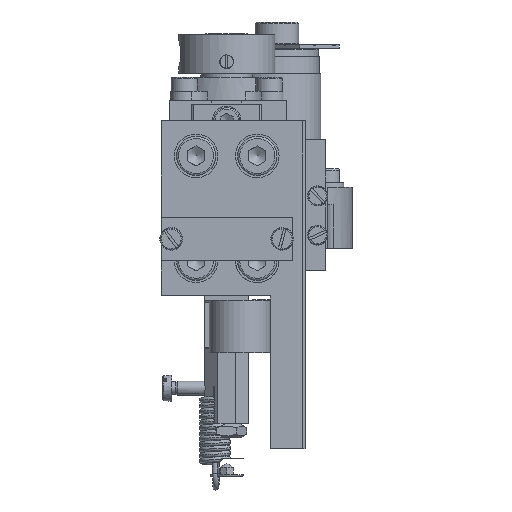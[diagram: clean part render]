
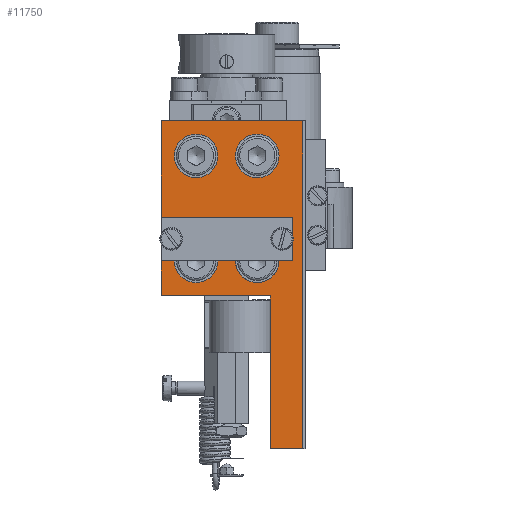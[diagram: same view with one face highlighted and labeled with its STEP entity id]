
A CAD part, front view. The second image highlights one B-rep face of the part: STEP entity #11750.
In plain terms, the highlighted planar face has unit normal (0, -1, 0).
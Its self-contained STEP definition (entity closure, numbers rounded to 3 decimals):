
#510=LINE('',#17783,#1235);
#536=LINE('',#17857,#1261);
#541=LINE('',#17866,#1266);
#563=LINE('',#17983,#1288);
#567=LINE('',#17990,#1292);
#569=LINE('',#17994,#1294);
#572=LINE('',#17999,#1297);
#576=LINE('',#18006,#1301);
#578=LINE('',#18010,#1303);
#579=LINE('',#18011,#1304);
#611=LINE('',#18160,#1336);
#617=LINE('',#18178,#1342);
#631=LINE('',#18249,#1356);
#633=LINE('',#18251,#1358);
#634=LINE('',#18253,#1359);
#635=LINE('',#18254,#1360);
#1235=VECTOR('',#14110,6.);
#1261=VECTOR('',#14188,0.507);
#1266=VECTOR('',#14195,10.993);
#1288=VECTOR('',#14267,4.75);
#1292=VECTOR('',#14271,4.75);
#1294=VECTOR('',#14275,5.);
#1297=VECTOR('',#14280,2.615);
#1301=VECTOR('',#14288,2.615);
#1303=VECTOR('',#14292,1.5);
#1304=VECTOR('',#14293,1.5);
#1336=VECTOR('',#14401,37.5);
#1342=VECTOR('',#14417,3.7);
#1356=VECTOR('',#14503,4.);
#1358=VECTOR('',#14505,11.);
#1359=VECTOR('',#14508,12.5);
#1360=VECTOR('',#14509,16.2);
#1992=PLANE('',#12658);
#2583=FACE_BOUND('',#3896,.T.);
#2584=FACE_BOUND('',#3897,.T.);
#2585=FACE_BOUND('',#3898,.T.);
#3020=FACE_OUTER_BOUND('',#3895,.T.);
#3895=EDGE_LOOP('',(#8544,#8545,#8546,#8547,#8548,#8549,#8550,#8551,#8552,
#8553,#8554,#8555,#8556));
#3896=EDGE_LOOP('',(#8557,#8558,#8559,#8560,#8561));
#3897=EDGE_LOOP('',(#8562));
#3898=EDGE_LOOP('',(#8563));
#4715=CIRCLE('',#12640,2.5);
#4717=CIRCLE('',#12644,2.5);
#4719=CIRCLE('',#12648,2.5);
#4722=CIRCLE('',#12653,2.5);
#5252=VERTEX_POINT('',#17781);
#5253=VERTEX_POINT('',#17782);
#5275=VERTEX_POINT('',#17856);
#5278=VERTEX_POINT('',#17864);
#5294=VERTEX_POINT('',#17950);
#5295=VERTEX_POINT('',#17951);
#5297=VERTEX_POINT('',#17957);
#5298=VERTEX_POINT('',#17958);
#5306=VERTEX_POINT('',#17978);
#5307=VERTEX_POINT('',#17980);
#5308=VERTEX_POINT('',#17982);
#5311=VERTEX_POINT('',#17988);
#5312=VERTEX_POINT('',#17992);
#5315=VERTEX_POINT('',#18008);
#5355=VERTEX_POINT('',#18153);
#5358=VERTEX_POINT('',#18158);
#5375=VERTEX_POINT('',#18211);
#5380=VERTEX_POINT('',#18229);
#5385=VERTEX_POINT('',#18245);
#5386=VERTEX_POINT('',#18247);
#6399=EDGE_CURVE('',#5252,#5253,#510,.T.);
#6436=EDGE_CURVE('',#5275,#5252,#536,.T.);
#6441=EDGE_CURVE('',#5253,#5278,#541,.T.);
#6479=EDGE_CURVE('',#5308,#5307,#563,.T.);
#6483=EDGE_CURVE('',#5306,#5311,#567,.T.);
#6485=EDGE_CURVE('',#5307,#5312,#569,.T.);
#6488=EDGE_CURVE('',#5294,#5308,#572,.T.);
#6492=EDGE_CURVE('',#5311,#5298,#576,.T.);
#6494=EDGE_CURVE('',#5297,#5315,#578,.T.);
#6495=EDGE_CURVE('',#5312,#5295,#579,.T.);
#6550=EDGE_CURVE('',#5358,#5355,#611,.T.);
#6559=EDGE_CURVE('',#5355,#5278,#617,.T.);
#6572=EDGE_CURVE('',#5375,#5375,#4715,.T.);
#6574=EDGE_CURVE('',#5295,#5294,#4717,.T.);
#6576=EDGE_CURVE('',#5298,#5297,#4719,.T.);
#6579=EDGE_CURVE('',#5380,#5380,#4722,.T.);
#6588=EDGE_CURVE('',#5315,#5386,#631,.T.);
#6590=EDGE_CURVE('',#5385,#5306,#633,.T.);
#6591=EDGE_CURVE('',#5275,#5386,#634,.T.);
#6592=EDGE_CURVE('',#5385,#5358,#635,.T.);
#8544=ORIENTED_EDGE('',*,*,#6492,.T.);
#8545=ORIENTED_EDGE('',*,*,#6576,.T.);
#8546=ORIENTED_EDGE('',*,*,#6494,.T.);
#8547=ORIENTED_EDGE('',*,*,#6588,.T.);
#8548=ORIENTED_EDGE('',*,*,#6591,.F.);
#8549=ORIENTED_EDGE('',*,*,#6436,.T.);
#8550=ORIENTED_EDGE('',*,*,#6399,.T.);
#8551=ORIENTED_EDGE('',*,*,#6441,.T.);
#8552=ORIENTED_EDGE('',*,*,#6559,.F.);
#8553=ORIENTED_EDGE('',*,*,#6550,.F.);
#8554=ORIENTED_EDGE('',*,*,#6592,.F.);
#8555=ORIENTED_EDGE('',*,*,#6590,.T.);
#8556=ORIENTED_EDGE('',*,*,#6483,.T.);
#8557=ORIENTED_EDGE('',*,*,#6495,.T.);
#8558=ORIENTED_EDGE('',*,*,#6574,.T.);
#8559=ORIENTED_EDGE('',*,*,#6488,.T.);
#8560=ORIENTED_EDGE('',*,*,#6479,.T.);
#8561=ORIENTED_EDGE('',*,*,#6485,.T.);
#8562=ORIENTED_EDGE('',*,*,#6572,.T.);
#8563=ORIENTED_EDGE('',*,*,#6579,.T.);
#11750=ADVANCED_FACE('',(#3020,#2583,#2584,#2585),#1992,.T.);
#12640=AXIS2_PLACEMENT_3D('',#18212,#14459,#14460);
#12644=AXIS2_PLACEMENT_3D('',#18217,#14467,#14468);
#12648=AXIS2_PLACEMENT_3D('',#18222,#14475,#14476);
#12653=AXIS2_PLACEMENT_3D('',#18230,#14485,#14486);
#12658=AXIS2_PLACEMENT_3D('',#18252,#14506,#14507);
#14110=DIRECTION('',(0.,0.,-1.));
#14188=DIRECTION('',(0.,0.,-1.));
#14195=DIRECTION('',(0.,0.,-1.));
#14267=DIRECTION('',(1.,0.,0.));
#14271=DIRECTION('',(1.,0.,0.));
#14275=DIRECTION('',(0.,0.,-1.));
#14280=DIRECTION('',(0.,0.,1.));
#14288=DIRECTION('',(0.,0.,-1.));
#14292=DIRECTION('',(-1.,0.,0.));
#14293=DIRECTION('',(-1.,0.,0.));
#14401=DIRECTION('',(0.,0.,-1.));
#14417=DIRECTION('',(-1.,0.,0.));
#14459=DIRECTION('center_axis',(0.,1.,0.));
#14460=DIRECTION('ref_axis',(1.,0.,0.));
#14467=DIRECTION('center_axis',(0.,1.,0.));
#14468=DIRECTION('ref_axis',(1.,0.,0.));
#14475=DIRECTION('center_axis',(0.,1.,0.));
#14476=DIRECTION('ref_axis',(1.,0.,0.));
#14485=DIRECTION('center_axis',(0.,1.,0.));
#14486=DIRECTION('ref_axis',(1.,0.,0.));
#14503=DIRECTION('',(0.,0.,-1.));
#14505=DIRECTION('',(0.,0.,-1.));
#14506=DIRECTION('center_axis',(0.,-1.,0.));
#14507=DIRECTION('ref_axis',(-1.,0.,0.));
#14508=DIRECTION('',(-1.,0.,0.));
#14509=DIRECTION('',(1.,0.,0.));
#17781=CARTESIAN_POINT('',(-0.513,-18.6,-19.304));
#17782=CARTESIAN_POINT('',(-0.513,-18.6,-25.304));
#17783=CARTESIAN_POINT('',(-0.513,-18.6,-18.796));
#17856=CARTESIAN_POINT('',(-0.513,-18.6,-18.796));
#17857=CARTESIAN_POINT('',(-0.513,-18.6,-18.796));
#17864=CARTESIAN_POINT('',(-0.513,-18.6,-36.296));
#17866=CARTESIAN_POINT('',(-0.513,-18.6,-18.796));
#17950=CARTESIAN_POINT('',(-2.763,-18.6,-12.411));
#17951=CARTESIAN_POINT('',(0.487,-18.6,-14.796));
#17957=CARTESIAN_POINT('',(-11.513,-18.6,-14.796));
#17958=CARTESIAN_POINT('',(-8.263,-18.6,-12.411));
#17978=CARTESIAN_POINT('',(-13.013,-18.6,-9.796));
#17980=CARTESIAN_POINT('',(1.987,-18.6,-9.796));
#17982=CARTESIAN_POINT('',(-2.763,-18.6,-9.796));
#17983=CARTESIAN_POINT('',(-1.013,-18.6,-9.796));
#17988=CARTESIAN_POINT('',(-8.263,-18.6,-9.796));
#17990=CARTESIAN_POINT('',(-1.013,-18.6,-9.796));
#17992=CARTESIAN_POINT('',(1.987,-18.6,-14.796));
#17994=CARTESIAN_POINT('',(1.987,-18.6,-5.546));
#17999=CARTESIAN_POINT('',(-2.763,-18.6,-5.546));
#18006=CARTESIAN_POINT('',(-8.263,-18.6,-5.546));
#18008=CARTESIAN_POINT('',(-13.013,-18.6,-14.796));
#18010=CARTESIAN_POINT('',(-1.013,-18.6,-14.796));
#18011=CARTESIAN_POINT('',(-1.013,-18.6,-14.796));
#18153=CARTESIAN_POINT('',(3.187,-18.6,-36.296));
#18158=CARTESIAN_POINT('',(3.187,-18.6,1.204));
#18160=CARTESIAN_POINT('',(3.187,-18.6,1.204));
#18178=CARTESIAN_POINT('',(3.487,-18.6,-36.296));
#18211=CARTESIAN_POINT('',(-6.513,-18.6,-2.796));
#18212=CARTESIAN_POINT('Origin',(-9.013,-18.6,-2.796));
#18217=CARTESIAN_POINT('Origin',(-2.013,-18.6,-14.796));
#18222=CARTESIAN_POINT('Origin',(-9.013,-18.6,-14.796));
#18229=CARTESIAN_POINT('',(0.487,-18.6,-2.796));
#18230=CARTESIAN_POINT('Origin',(-2.013,-18.6,-2.796));
#18245=CARTESIAN_POINT('',(-13.013,-18.6,1.204));
#18247=CARTESIAN_POINT('',(-13.013,-18.6,-18.796));
#18249=CARTESIAN_POINT('',(-13.013,-18.6,1.204));
#18251=CARTESIAN_POINT('',(-13.013,-18.6,1.204));
#18252=CARTESIAN_POINT('Origin',(3.487,-18.6,1.204));
#18253=CARTESIAN_POINT('',(-13.013,-18.6,-18.796));
#18254=CARTESIAN_POINT('',(-13.013,-18.6,1.204));
